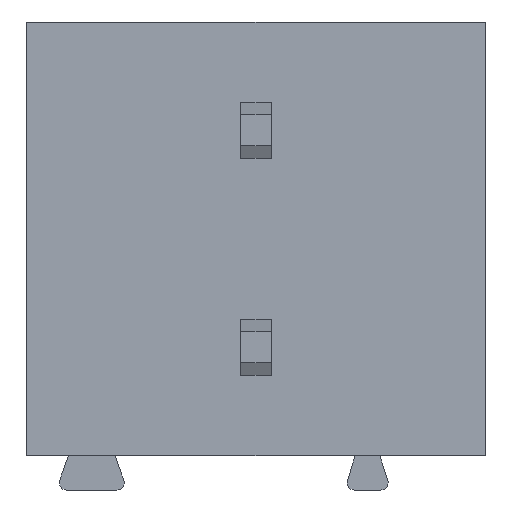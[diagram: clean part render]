
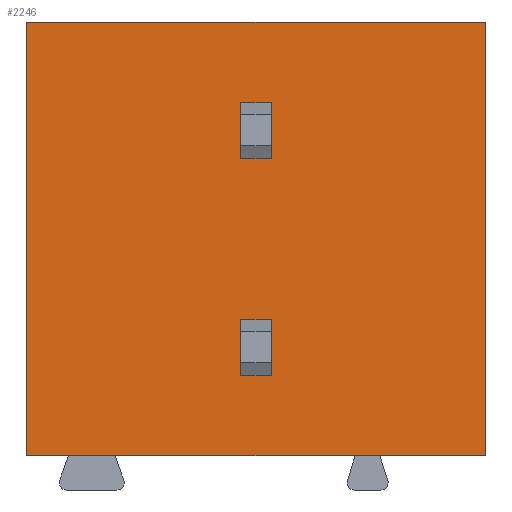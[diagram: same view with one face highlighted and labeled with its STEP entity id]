
A CAD part, front view. The second image highlights one B-rep face of the part: STEP entity #2246.
In plain terms, the highlighted planar face has unit normal (0, -1, 0).
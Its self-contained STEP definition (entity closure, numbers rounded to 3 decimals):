
#45=DIRECTION('',(1.,0.,0.));
#46=VECTOR('',#45,7.4);
#47=CARTESIAN_POINT('',(-3.7,-4.8,-5.25));
#48=LINE('',#47,#46);
#392=DIRECTION('',(1.,0.,0.));
#393=VECTOR('',#392,7.4);
#394=CARTESIAN_POINT('',(-3.7,-4.8,1.75));
#395=LINE('',#394,#393);
#470=DIRECTION('',(0.,0.,1.));
#471=VECTOR('',#470,7.);
#472=CARTESIAN_POINT('',(3.7,-4.8,-5.25));
#473=LINE('',#472,#471);
#506=DIRECTION('',(0.,0.,1.));
#507=VECTOR('',#506,7.);
#508=CARTESIAN_POINT('',(-3.7,-4.8,-5.25));
#509=LINE('',#508,#507);
#510=DIRECTION('',(0.,0.,-1.));
#511=VECTOR('',#510,0.9);
#512=CARTESIAN_POINT('',(-0.25,-4.8,0.45));
#513=LINE('',#512,#511);
#514=DIRECTION('',(1.,0.,0.));
#515=VECTOR('',#514,0.5);
#516=CARTESIAN_POINT('',(-0.25,-4.8,-0.45));
#517=LINE('',#516,#515);
#518=DIRECTION('',(0.,0.,-1.));
#519=VECTOR('',#518,0.9);
#520=CARTESIAN_POINT('',(0.25,-4.8,0.45));
#521=LINE('',#520,#519);
#522=DIRECTION('',(1.,0.,0.));
#523=VECTOR('',#522,0.5);
#524=CARTESIAN_POINT('',(-0.25,-4.8,0.45));
#525=LINE('',#524,#523);
#526=DIRECTION('',(0.,0.,-1.));
#527=VECTOR('',#526,0.9);
#528=CARTESIAN_POINT('',(-0.25,-4.8,-3.05));
#529=LINE('',#528,#527);
#530=DIRECTION('',(1.,0.,0.));
#531=VECTOR('',#530,0.5);
#532=CARTESIAN_POINT('',(-0.25,-4.8,-3.95));
#533=LINE('',#532,#531);
#534=DIRECTION('',(0.,0.,-1.));
#535=VECTOR('',#534,0.9);
#536=CARTESIAN_POINT('',(0.25,-4.8,-3.05));
#537=LINE('',#536,#535);
#538=DIRECTION('',(1.,0.,0.));
#539=VECTOR('',#538,0.5);
#540=CARTESIAN_POINT('',(-0.25,-4.8,-3.05));
#541=LINE('',#540,#539);
#1266=CARTESIAN_POINT('',(-3.7,-4.8,-5.25));
#1268=VERTEX_POINT('',#1266);
#1269=CARTESIAN_POINT('',(3.7,-4.8,-5.25));
#1270=VERTEX_POINT('',#1269);
#1278=CARTESIAN_POINT('',(-3.7,-4.8,1.75));
#1280=VERTEX_POINT('',#1278);
#1281=CARTESIAN_POINT('',(3.7,-4.8,1.75));
#1282=VERTEX_POINT('',#1281);
#1603=CARTESIAN_POINT('',(-0.25,-4.8,0.45));
#1604=CARTESIAN_POINT('',(-0.25,-4.8,-0.45));
#1605=VERTEX_POINT('',#1603);
#1606=VERTEX_POINT('',#1604);
#1607=CARTESIAN_POINT('',(0.25,-4.8,0.45));
#1608=CARTESIAN_POINT('',(0.25,-4.8,-0.45));
#1609=VERTEX_POINT('',#1607);
#1610=VERTEX_POINT('',#1608);
#1627=CARTESIAN_POINT('',(-0.25,-4.8,-3.05));
#1628=CARTESIAN_POINT('',(-0.25,-4.8,-3.95));
#1629=VERTEX_POINT('',#1627);
#1630=VERTEX_POINT('',#1628);
#1631=CARTESIAN_POINT('',(0.25,-4.8,-3.05));
#1632=CARTESIAN_POINT('',(0.25,-4.8,-3.95));
#1633=VERTEX_POINT('',#1631);
#1634=VERTEX_POINT('',#1632);
#2215=CARTESIAN_POINT('',(-3.7,-4.8,-5.25));
#2216=DIRECTION('',(0.,-1.,0.));
#2217=DIRECTION('',(1.,0.,0.));
#2218=AXIS2_PLACEMENT_3D('',#2215,#2216,#2217);
#2219=PLANE('',#2218);
#2220=ORIENTED_EDGE('',*,*,#1658,.F.);
#2221=ORIENTED_EDGE('',*,*,#1839,.T.);
#2222=ORIENTED_EDGE('',*,*,#2059,.T.);
#2223=ORIENTED_EDGE('',*,*,#2188,.F.);
#2224=EDGE_LOOP('',(#2220,#2221,#2222,#2223));
#2225=FACE_OUTER_BOUND('',#2224,.F.);
#2227=ORIENTED_EDGE('',*,*,#2226,.T.);
#2229=ORIENTED_EDGE('',*,*,#2228,.T.);
#2231=ORIENTED_EDGE('',*,*,#2230,.F.);
#2233=ORIENTED_EDGE('',*,*,#2232,.F.);
#2234=EDGE_LOOP('',(#2227,#2229,#2231,#2233));
#2235=FACE_BOUND('',#2234,.F.);
#2237=ORIENTED_EDGE('',*,*,#2236,.T.);
#2239=ORIENTED_EDGE('',*,*,#2238,.T.);
#2241=ORIENTED_EDGE('',*,*,#2240,.F.);
#2243=ORIENTED_EDGE('',*,*,#2242,.F.);
#2244=EDGE_LOOP('',(#2237,#2239,#2241,#2243));
#2245=FACE_BOUND('',#2244,.F.);
#1658=EDGE_CURVE('',#1268,#1270,#48,.T.);
#1839=EDGE_CURVE('',#1268,#1280,#509,.T.);
#2059=EDGE_CURVE('',#1280,#1282,#395,.T.);
#2188=EDGE_CURVE('',#1270,#1282,#473,.T.);
#2226=EDGE_CURVE('',#1605,#1606,#513,.T.);
#2228=EDGE_CURVE('',#1606,#1610,#517,.T.);
#2230=EDGE_CURVE('',#1609,#1610,#521,.T.);
#2232=EDGE_CURVE('',#1605,#1609,#525,.T.);
#2236=EDGE_CURVE('',#1629,#1630,#529,.T.);
#2238=EDGE_CURVE('',#1630,#1634,#533,.T.);
#2240=EDGE_CURVE('',#1633,#1634,#537,.T.);
#2242=EDGE_CURVE('',#1629,#1633,#541,.T.);
#2246=ADVANCED_FACE('',(#2225,#2235,#2245),#2219,.T.);
